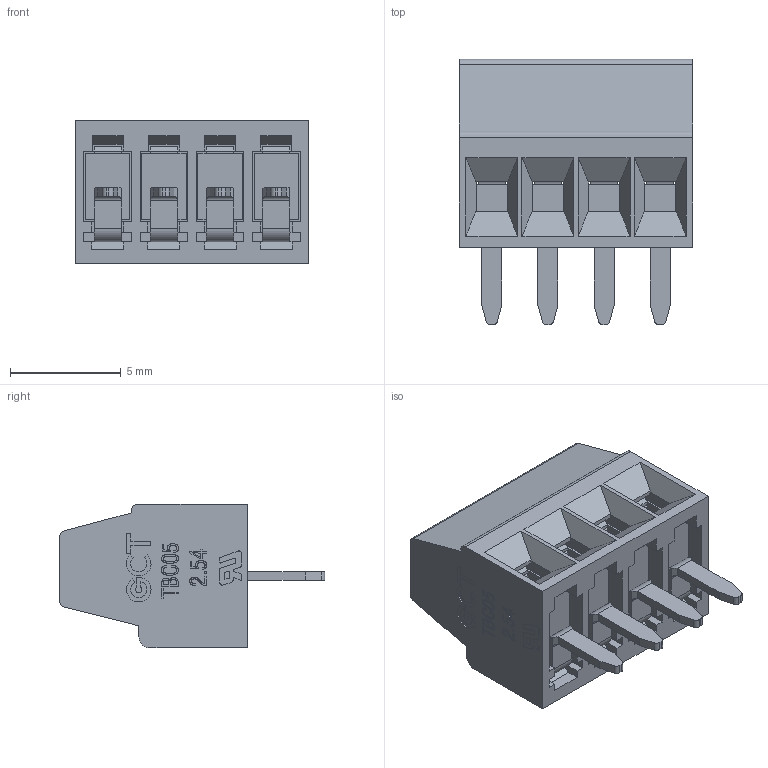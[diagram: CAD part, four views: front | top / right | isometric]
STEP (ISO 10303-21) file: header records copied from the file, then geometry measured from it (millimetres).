
FILE_DESCRIPTION(('STEP AP242'),'1');
FILE_NAME('tbc05-04-1-g-g.stp','2025-05-24T08:04:36',('TraceParts'),('TraceParts S.A.'),'Spatial InterOp 3D',' ',' ');
FILE_SCHEMA(('AP242_MANAGED_MODEL_BASED_3D_ENGINEERING_MIM_LF {1 0 10303 442 1 1 4}'));
Length unit declared in the file: millimetre
Products named in the file (1): TBC05-04-1-G-G|TBC05-04-1-G-G_H#TBC05-04-1-G-G_H;TBC05-04-1-G-G_H
Bounding box: 10.56 x 12 x 6.5 mm (x, y, z)
Volume: 342.1 mm3; surface area: 1259.6 mm2
Topology: 5 solids, 5 shells, 1246 faces, 3550 edges, 2352 vertices
Faces by surface type: plane 652, cylinder 594
Entity records: 40971 total; most frequent: DIRECTION 7264, CARTESIAN_POINT 7153, ORIENTED_EDGE 7100, EDGE_CURVE 3550, AXIS2_PLACEMENT_3D 2463, VERTEX_POINT 2352, LINE 2338, VECTOR 2338
